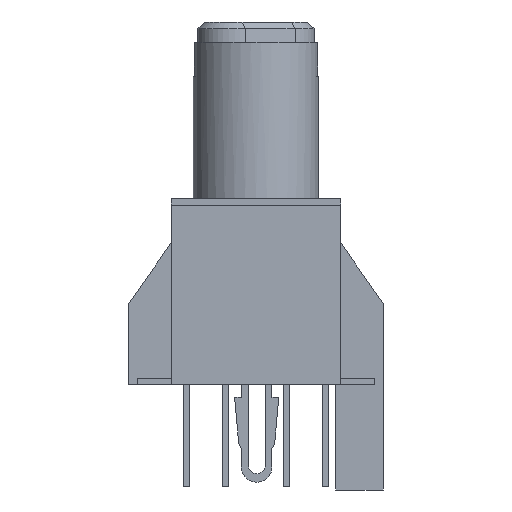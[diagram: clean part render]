
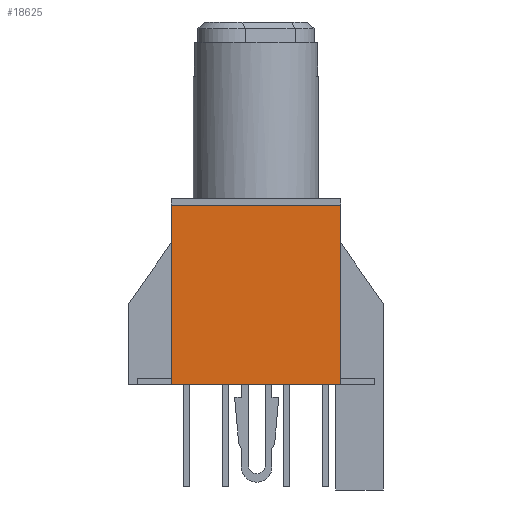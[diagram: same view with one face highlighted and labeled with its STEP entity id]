
A CAD part, left-side view. The second image highlights one B-rep face of the part: STEP entity #18625.
In plain terms, the highlighted planar face has unit normal (-1, 0, 0).
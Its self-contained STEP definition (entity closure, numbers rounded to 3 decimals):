
#1655=FACE_OUTER_BOUND('',#2763,.T.);
#2763=EDGE_LOOP('',(#15353,#15354,#15355,#15356));
#4472=LINE('',#29223,#6644);
#4550=LINE('',#29388,#6722);
#4570=LINE('',#29427,#6742);
#4592=LINE('',#29469,#6764);
#6644=VECTOR('',#23966,5.3);
#6722=VECTOR('',#24088,5.3);
#6742=VECTOR('',#24130,5.);
#6764=VECTOR('',#24174,5.);
#8585=VERTEX_POINT('',#29220);
#8586=VERTEX_POINT('',#29222);
#8650=VERTEX_POINT('',#29385);
#8651=VERTEX_POINT('',#29387);
#10868=EDGE_CURVE('',#8586,#8585,#4472,.T.);
#10950=EDGE_CURVE('',#8650,#8651,#4550,.T.);
#10970=EDGE_CURVE('',#8586,#8650,#4570,.T.);
#10992=EDGE_CURVE('',#8651,#8585,#4592,.T.);
#15353=ORIENTED_EDGE('',*,*,#10868,.T.);
#15354=ORIENTED_EDGE('',*,*,#10992,.F.);
#15355=ORIENTED_EDGE('',*,*,#10950,.F.);
#15356=ORIENTED_EDGE('',*,*,#10970,.F.);
#17574=PLANE('',#20151);
#18625=ADVANCED_FACE('',(#1655),#17574,.F.);
#20151=AXIS2_PLACEMENT_3D('',#29471,#24177,#24178);
#23966=DIRECTION('',(0.,0.,1.));
#24088=DIRECTION('',(0.,0.,1.));
#24130=DIRECTION('',(0.,1.,0.));
#24174=DIRECTION('',(0.,-1.,0.));
#24177=DIRECTION('center_axis',(1.,0.,0.));
#24178=DIRECTION('ref_axis',(0.,0.,1.));
#29220=CARTESIAN_POINT('',(-21.35,-2.5,5.3));
#29222=CARTESIAN_POINT('',(-21.35,-2.5,0.));
#29223=CARTESIAN_POINT('',(-21.35,-2.5,2.7));
#29385=CARTESIAN_POINT('',(-21.35,2.5,0.));
#29387=CARTESIAN_POINT('',(-21.35,2.5,5.3));
#29388=CARTESIAN_POINT('',(-21.35,2.5,2.7));
#29427=CARTESIAN_POINT('',(-21.35,0.,0.));
#29469=CARTESIAN_POINT('',(-21.35,0.,5.3));
#29471=CARTESIAN_POINT('Origin',(-21.35,0.,2.7));
